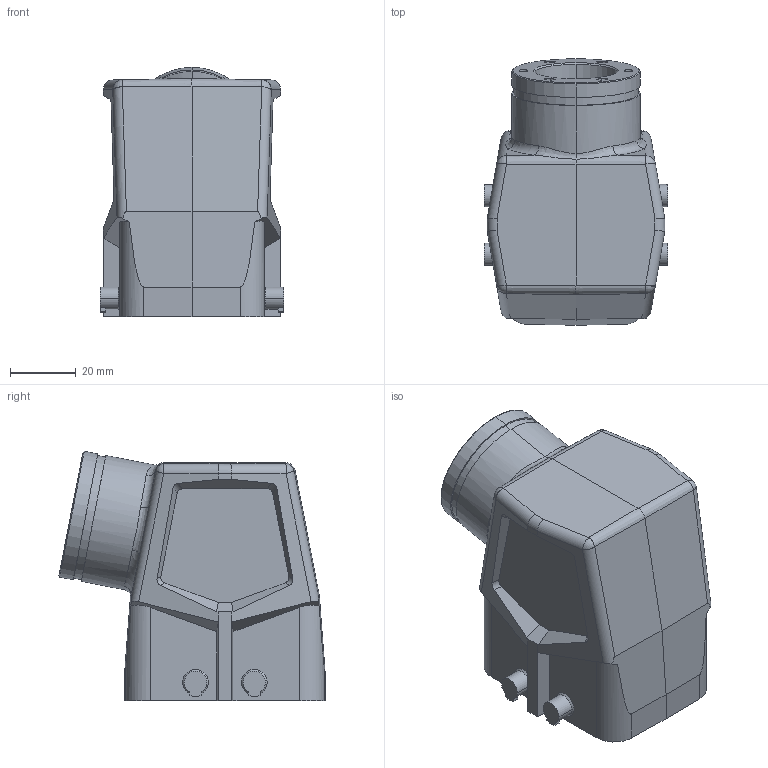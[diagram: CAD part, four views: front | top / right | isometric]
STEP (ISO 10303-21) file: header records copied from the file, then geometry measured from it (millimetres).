
FILE_DESCRIPTION(('CATIA V5 STEP Exchange','CAx-IF Rec.Pracs.--- Model Styling and Organization---1.5--- 2016-08-15','CAx-IF Rec.Pracs.---Supplemental Geometry---1.0---2011-11-01','CAx-IF Rec.Pracs.--- Composite Materials ---1.1---2010-07-15'),'2;1');
FILE_NAME ('2194807-5_0', '2025-09-08T12:29:46+00:00', ('none'), ('Weidmueller'), 'CATIA Version 5-6 Release 2024 SP4', 'CATIA V5 STEP AP214 v3', 'none');
FILE_SCHEMA(('AUTOMOTIVE_DESIGN { 1 0 10303 214 1 1 1 1 }'));
Length unit declared in the file: millimetre
Products named in the file (1): 3164350000
Bounding box: 56 x 81.04 x 75.92 mm (x, y, z)
Volume: 82455.8 mm3; surface area: 39257.3 mm2
Topology: 1 solids, 1 shells, 478 faces, 2365 edges, 1880 vertices
Faces by surface type: cylinder 209, plane 144, bspline 52, cone 48, torus 15, sphere 10
Entity records: 37760 total; most frequent: CARTESIAN_POINT 22281, ORIENTED_EDGE 4708, EDGE_CURVE 2354, VERTEX_POINT 1880, B_SPLINE_CURVE_WITH_KNOTS 1615, DIRECTION 1296, VECTOR 552, LINE 552
